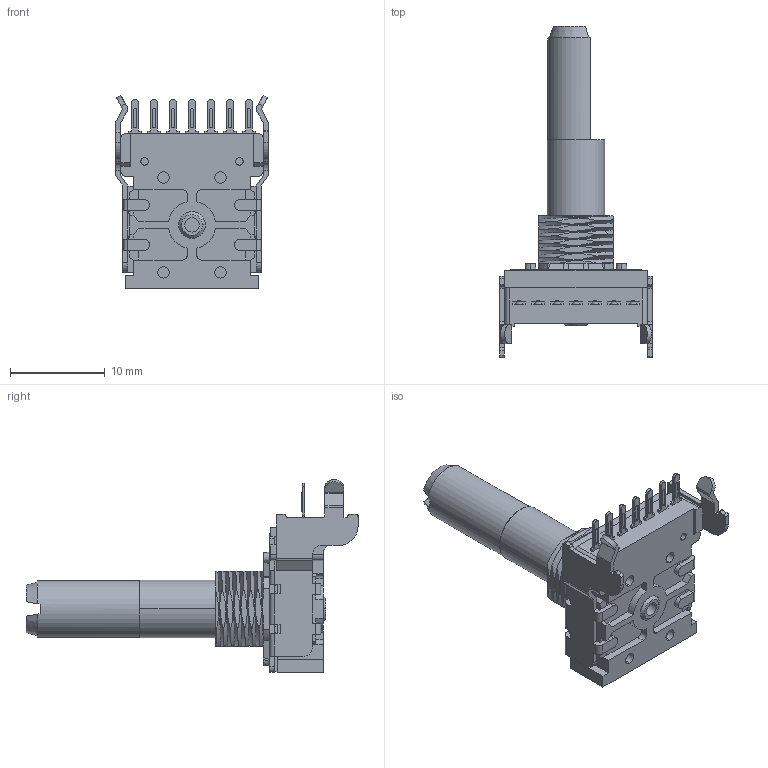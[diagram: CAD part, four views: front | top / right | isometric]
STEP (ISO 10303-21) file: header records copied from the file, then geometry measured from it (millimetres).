
FILE_DESCRIPTION((''),'2;1');
FILE_NAME('ASM000214KV6_SW0001','2018-09-04T',('eng08'),(''),'PRO/ENGINEER BY PARAMETRIC TECHNOLOGY CORPORATION, 2012480','PRO/ENGINEER BY PARAMETRIC TECHNOLOGY CORPORATION, 2012480','');
FILE_SCHEMA(('CONFIG_CONTROL_DESIGN'));
Length unit declared in the file: inch
Products named in the file (1): ASM000214KV6_SW0001
Bounding box: 16.1 x 35 x 20.34 mm (x, y, z)
Volume: 1817.9 mm3; surface area: 2773.6 mm2
Topology: 1 solids, 1 shells, 832 faces, 2412 edges, 1575 vertices
Faces by surface type: plane 560, cylinder 231, torus 16, bspline 15, cone 10
Entity records: 33621 total; most frequent: CARTESIAN_POINT 7437, ORIENTED_EDGE 4824, DIRECTION 4403, EDGE_CURVE 2412, VECTOR 1713, LINE 1713, VERTEX_POINT 1575, AXIS2_PLACEMENT_3D 1345
